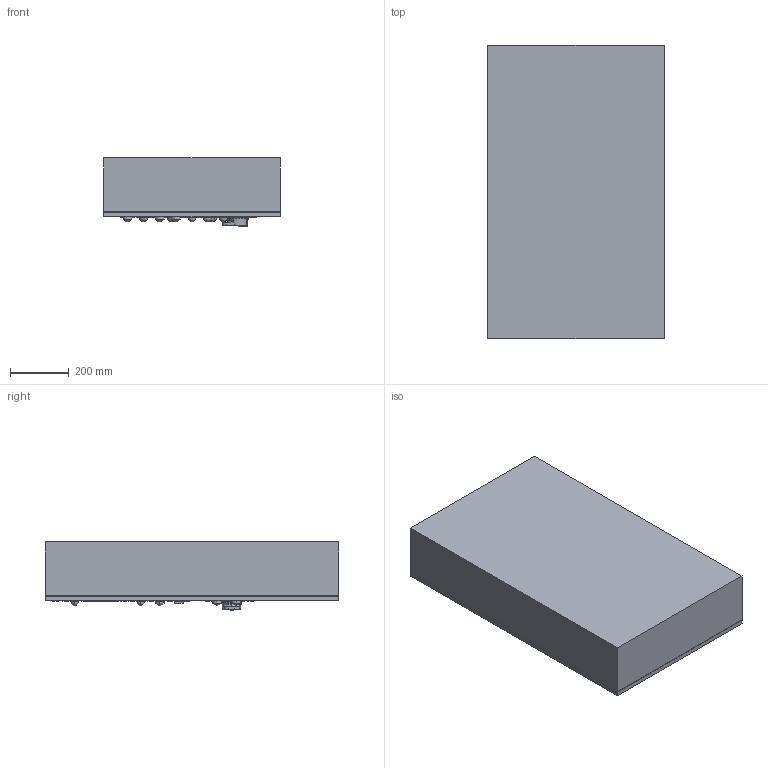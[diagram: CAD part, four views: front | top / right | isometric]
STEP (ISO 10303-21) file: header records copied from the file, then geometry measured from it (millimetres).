
FILE_DESCRIPTION (( 'STEP AP214' ), '1' );
FILE_NAME ('萇眊214.STEP', '2024-04-12T06:59:03', ( 'Windows User' ), ( 'P R C' ), 'SwSTEP 2.0', 'SolidWorks 2022', '' );
FILE_SCHEMA (( 'AUTOMOTIVE_DESIGN' ));
Length unit declared in the file: millimetre
Products named in the file (1): 电箱214
Bounding box: 600 x 1000 x 233 mm (x, y, z)
Volume: 120382422.8 mm3; surface area: 1891185.8 mm2
Topology: 1 solids, 1 shells, 429 faces, 1060 edges, 682 vertices
Faces by surface type: plane 317, cylinder 62, sphere 32, torus 10, cone 4, bspline 4
Entity records: 15701 total; most frequent: CARTESIAN_POINT 2318, DIRECTION 1984, ORIENTED_EDGE 1968, EDGE_CURVE 984, VECTOR 788, LINE 788, VERTEX_POINT 638, AXIS2_PLACEMENT_3D 598
